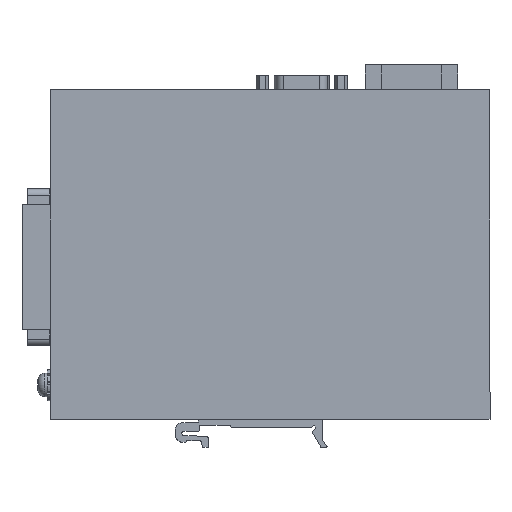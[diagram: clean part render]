
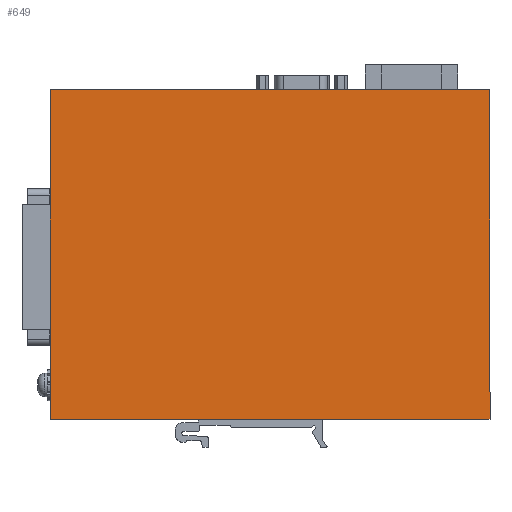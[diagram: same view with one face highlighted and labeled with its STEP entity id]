
A CAD part, left-side view. The second image highlights one B-rep face of the part: STEP entity #649.
In plain terms, the highlighted planar face has unit normal (-1, 0, 0).
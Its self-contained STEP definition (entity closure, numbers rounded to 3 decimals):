
#629=AXIS2_PLACEMENT_3D('Plane Axis2P3D',#626,#627,#628) ;
#470=CARTESIAN_POINT('Vertex',(0.,140.,8.8)) ;
#475=CARTESIAN_POINT('Line Origine',(0.,140.,61.32)) ;
#479=CARTESIAN_POINT('Vertex',(0.,140.,113.84)) ;
#610=CARTESIAN_POINT('Vertex',(0.,0.,8.8)) ;
#613=CARTESIAN_POINT('Line Origine',(0.,70.,8.8)) ;
#626=CARTESIAN_POINT('Axis2P3D Location',(0.,71.,72.34)) ;
#631=CARTESIAN_POINT('Line Origine',(0.,70.,113.84)) ;
#635=CARTESIAN_POINT('Vertex',(0.,0.,113.84)) ;
#638=CARTESIAN_POINT('Line Origine',(0.,0.,61.32)) ;
#476=DIRECTION('Vector Direction',(0.,0.,1.)) ;
#614=DIRECTION('Vector Direction',(0.,-1.,0.)) ;
#627=DIRECTION('Axis2P3D Direction',(1.,0.,0.)) ;
#628=DIRECTION('Axis2P3D XDirection',(0.,1.,0.)) ;
#632=DIRECTION('Vector Direction',(0.,1.,0.)) ;
#639=DIRECTION('Vector Direction',(0.,0.,-1.)) ;
#477=VECTOR('Line Direction',#476,1.) ;
#615=VECTOR('Line Direction',#614,1.) ;
#633=VECTOR('Line Direction',#632,1.) ;
#640=VECTOR('Line Direction',#639,1.) ;
#644=ORIENTED_EDGE('',*,*,#637,.F.) ;
#645=ORIENTED_EDGE('',*,*,#481,.F.) ;
#646=ORIENTED_EDGE('',*,*,#617,.F.) ;
#647=ORIENTED_EDGE('',*,*,#642,.F.) ;
#649=ADVANCED_FACE('SWITCH',(#648),#630,.F.) ;
#481=EDGE_CURVE('',#471,#480,#478,.T.) ;
#617=EDGE_CURVE('',#611,#471,#616,.F.) ;
#637=EDGE_CURVE('',#480,#636,#634,.F.) ;
#642=EDGE_CURVE('',#636,#611,#641,.T.) ;
#643=EDGE_LOOP('',(#644,#645,#646,#647)) ;
#648=FACE_OUTER_BOUND('',#643,.T.) ;
#478=LINE('Line',#475,#477) ;
#616=LINE('Line',#613,#615) ;
#634=LINE('Line',#631,#633) ;
#641=LINE('Line',#638,#640) ;
#630=PLANE('',#629) ;
#471=VERTEX_POINT('',#470) ;
#480=VERTEX_POINT('',#479) ;
#611=VERTEX_POINT('',#610) ;
#636=VERTEX_POINT('',#635) ;
